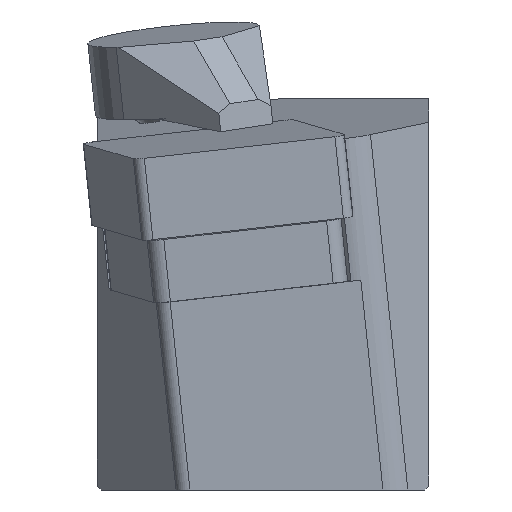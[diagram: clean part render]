
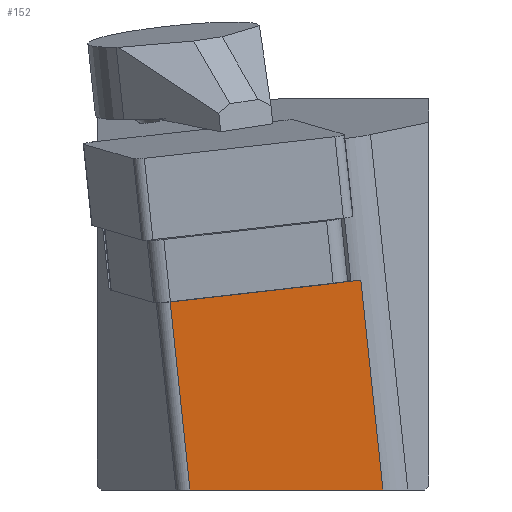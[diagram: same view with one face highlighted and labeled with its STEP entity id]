
A CAD part, left-side view. The second image highlights one B-rep face of the part: STEP entity #152.
In plain terms, the highlighted planar face has unit normal (-0.992, -0.087, -0.096).
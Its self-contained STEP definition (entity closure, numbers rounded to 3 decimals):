
#152=ADVANCED_FACE('',(#266),#217,.F.);
#217=PLANE('',#1291);
#266=FACE_OUTER_BOUND('',#333,.T.);
#333=EDGE_LOOP('',(#703,#704,#705,#706,#707));
#389=LINE('',#1708,#514);
#430=LINE('',#1808,#555);
#431=LINE('',#1810,#556);
#432=LINE('',#1811,#557);
#433=LINE('',#1813,#558);
#514=VECTOR('',#1377,1.);
#555=VECTOR('',#1454,1.);
#556=VECTOR('',#1457,1.);
#557=VECTOR('',#1458,1.);
#558=VECTOR('',#1459,1.);
#703=ORIENTED_EDGE('',*,*,#1074,.F.);
#704=ORIENTED_EDGE('',*,*,#1125,.F.);
#705=ORIENTED_EDGE('',*,*,#1124,.T.);
#706=ORIENTED_EDGE('',*,*,#1126,.F.);
#707=ORIENTED_EDGE('',*,*,#1127,.F.);
#969=VERTEX_POINT('',#1706);
#971=VERTEX_POINT('',#1709);
#1009=VERTEX_POINT('',#1803);
#1011=VERTEX_POINT('',#1807);
#1012=VERTEX_POINT('',#1812);
#1074=EDGE_CURVE('',#969,#971,#389,.T.);
#1124=EDGE_CURVE('',#1009,#1011,#430,.T.);
#1125=EDGE_CURVE('',#1009,#969,#431,.T.);
#1126=EDGE_CURVE('',#1012,#1011,#432,.T.);
#1127=EDGE_CURVE('',#971,#1012,#433,.T.);
#1291=AXIS2_PLACEMENT_3D('',#1814,#1460,#1461);
#1377=DIRECTION('',(0.076,-0.991,0.112));
#1454=DIRECTION('',(0.105,-0.104,-0.989));
#1457=DIRECTION('',(0.076,-0.991,0.112));
#1458=DIRECTION('',(-0.088,0.996,0.));
#1459=DIRECTION('',(0.105,-0.104,-0.989));
#1460=DIRECTION('',(0.992,0.087,0.096));
#1461=DIRECTION('',(0.096,0.,-0.995));
#1706=CARTESIAN_POINT('',(3.059,6.563,-9.342));
#1708=CARTESIAN_POINT('',(2.06,19.494,-10.806));
#1709=CARTESIAN_POINT('',(3.17,5.117,-9.178));
#1803=CARTESIAN_POINT('',(2.06,19.494,-10.806));
#1807=CARTESIAN_POINT('',(3.56,18.002,-25.));
#1808=CARTESIAN_POINT('',(5.08,16.49,-39.38));
#1810=CARTESIAN_POINT('',(2.06,19.494,-10.806));
#1811=CARTESIAN_POINT('',(3.704,16.369,-25.));
#1812=CARTESIAN_POINT('',(4.843,3.454,-25.));
#1813=CARTESIAN_POINT('',(6.19,2.113,-37.752));
#1814=CARTESIAN_POINT('',(5.08,16.49,-39.38));
